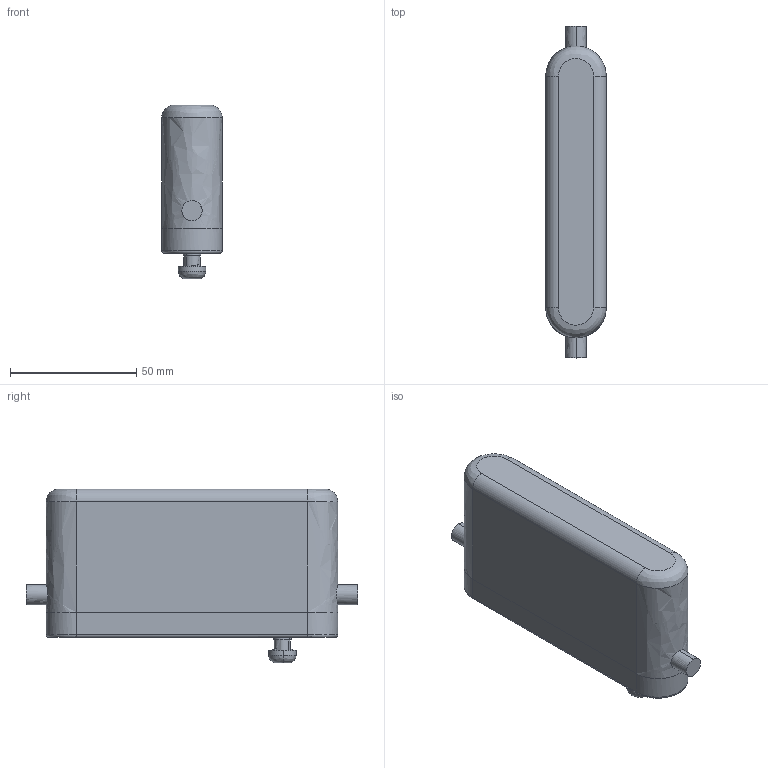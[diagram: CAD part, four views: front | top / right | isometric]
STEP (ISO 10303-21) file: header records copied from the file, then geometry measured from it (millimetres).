
FILE_DESCRIPTION(('FreeCAD Model'),'2;1');
FILE_NAME('Open CASCADE Shape Model','2025-04-26T18:39:31',('FreeCAD'),( 'FreeCAD'),'Open CASCADE STEP processor 7.6','FreeCAD','Unknown');
FILE_SCHEMA(('AUTOMOTIVE_DESIGN { 1 0 10303 214 1 1 1 1 }'));
Length unit declared in the file: millimetre
Products named in the file (1): Open CASCADE STEP translator 7.6 1
Bounding box: 23.87 x 131.29 x 68.78 mm (x, y, z)
Volume: 40247.6 mm3; surface area: 45926.9 mm2
Topology: 3 solids, 4 shells, 330 faces, 832 edges, 533 vertices
Faces by surface type: bspline 330
Entity records: 11878 total; most frequent: CARTESIAN_POINT 7113, ORIENTED_EDGE 1664, EDGE_CURVE 832, VERTEX_POINT 533, FACE_BOUND 433, EDGE_LOOP 433, B_SPLINE_CURVE_WITH_KNOTS 432, ADVANCED_FACE 330
